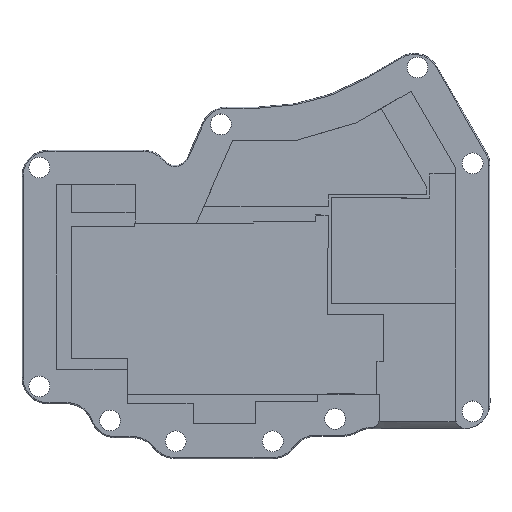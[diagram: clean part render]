
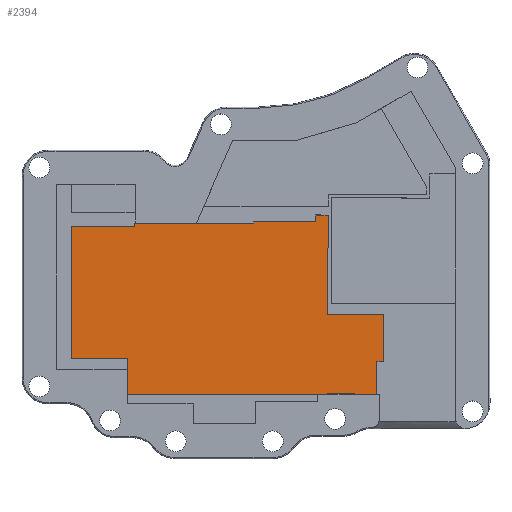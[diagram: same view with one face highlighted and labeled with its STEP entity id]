
A CAD part, top view. The second image highlights one B-rep face of the part: STEP entity #2394.
In plain terms, the highlighted planar face has unit normal (0, 0, 1).
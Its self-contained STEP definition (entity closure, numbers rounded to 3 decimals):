
#269=FACE_OUTER_BOUND('',#408,.T.);
#408=EDGE_LOOP('',(#1902,#1903,#1904,#1905,#1906,#1907,#1908,#1909,#1910,
#1911,#1912,#1913,#1914,#1915,#1916,#1917,#1918,#1919));
#561=LINE('',#3625,#805);
#563=LINE('',#3629,#807);
#613=LINE('',#3951,#857);
#614=LINE('',#3953,#858);
#615=LINE('',#3955,#859);
#616=LINE('',#3957,#860);
#617=LINE('',#3959,#861);
#618=LINE('',#3961,#862);
#619=LINE('',#3963,#863);
#620=LINE('',#3965,#864);
#621=LINE('',#3967,#865);
#622=LINE('',#3969,#866);
#623=LINE('',#3971,#867);
#624=LINE('',#3973,#868);
#625=LINE('',#3975,#869);
#626=LINE('',#3977,#870);
#627=LINE('',#3979,#871);
#628=LINE('',#3980,#872);
#805=VECTOR('',#2858,10.);
#807=VECTOR('',#2862,10.);
#857=VECTOR('',#3138,10.);
#858=VECTOR('',#3139,10.);
#859=VECTOR('',#3140,10.);
#860=VECTOR('',#3141,10.);
#861=VECTOR('',#3142,10.);
#862=VECTOR('',#3143,10.);
#863=VECTOR('',#3144,10.);
#864=VECTOR('',#3145,10.);
#865=VECTOR('',#3146,10.);
#866=VECTOR('',#3147,10.);
#867=VECTOR('',#3148,10.);
#868=VECTOR('',#3149,10.);
#869=VECTOR('',#3150,10.);
#870=VECTOR('',#3151,10.);
#871=VECTOR('',#3152,10.);
#872=VECTOR('',#3153,10.);
#1075=VERTEX_POINT('',#3622);
#1076=VERTEX_POINT('',#3624);
#1077=VERTEX_POINT('',#3628);
#1133=VERTEX_POINT('',#3950);
#1134=VERTEX_POINT('',#3952);
#1135=VERTEX_POINT('',#3954);
#1136=VERTEX_POINT('',#3956);
#1137=VERTEX_POINT('',#3958);
#1138=VERTEX_POINT('',#3960);
#1139=VERTEX_POINT('',#3962);
#1140=VERTEX_POINT('',#3964);
#1141=VERTEX_POINT('',#3966);
#1142=VERTEX_POINT('',#3968);
#1143=VERTEX_POINT('',#3970);
#1144=VERTEX_POINT('',#3972);
#1145=VERTEX_POINT('',#3974);
#1146=VERTEX_POINT('',#3976);
#1147=VERTEX_POINT('',#3978);
#1307=EDGE_CURVE('',#1076,#1075,#561,.T.);
#1309=EDGE_CURVE('',#1077,#1076,#563,.T.);
#1424=EDGE_CURVE('',#1075,#1133,#613,.T.);
#1425=EDGE_CURVE('',#1134,#1133,#614,.T.);
#1426=EDGE_CURVE('',#1135,#1134,#615,.T.);
#1427=EDGE_CURVE('',#1136,#1135,#616,.T.);
#1428=EDGE_CURVE('',#1137,#1136,#617,.T.);
#1429=EDGE_CURVE('',#1138,#1137,#618,.T.);
#1430=EDGE_CURVE('',#1139,#1138,#619,.T.);
#1431=EDGE_CURVE('',#1139,#1140,#620,.T.);
#1432=EDGE_CURVE('',#1140,#1141,#621,.T.);
#1433=EDGE_CURVE('',#1142,#1141,#622,.T.);
#1434=EDGE_CURVE('',#1142,#1143,#623,.T.);
#1435=EDGE_CURVE('',#1144,#1143,#624,.T.);
#1436=EDGE_CURVE('',#1145,#1144,#625,.T.);
#1437=EDGE_CURVE('',#1146,#1145,#626,.T.);
#1438=EDGE_CURVE('',#1147,#1146,#627,.T.);
#1439=EDGE_CURVE('',#1077,#1147,#628,.T.);
#1902=ORIENTED_EDGE('',*,*,#1424,.T.);
#1903=ORIENTED_EDGE('',*,*,#1425,.F.);
#1904=ORIENTED_EDGE('',*,*,#1426,.F.);
#1905=ORIENTED_EDGE('',*,*,#1427,.F.);
#1906=ORIENTED_EDGE('',*,*,#1428,.F.);
#1907=ORIENTED_EDGE('',*,*,#1429,.F.);
#1908=ORIENTED_EDGE('',*,*,#1430,.F.);
#1909=ORIENTED_EDGE('',*,*,#1431,.T.);
#1910=ORIENTED_EDGE('',*,*,#1432,.T.);
#1911=ORIENTED_EDGE('',*,*,#1433,.F.);
#1912=ORIENTED_EDGE('',*,*,#1434,.T.);
#1913=ORIENTED_EDGE('',*,*,#1435,.F.);
#1914=ORIENTED_EDGE('',*,*,#1436,.F.);
#1915=ORIENTED_EDGE('',*,*,#1437,.F.);
#1916=ORIENTED_EDGE('',*,*,#1438,.F.);
#1917=ORIENTED_EDGE('',*,*,#1439,.F.);
#1918=ORIENTED_EDGE('',*,*,#1309,.T.);
#1919=ORIENTED_EDGE('',*,*,#1307,.T.);
#2279=PLANE('',#2624);
#2394=ADVANCED_FACE('',(#269),#2279,.F.);
#2624=AXIS2_PLACEMENT_3D('',#3949,#3136,#3137);
#2858=DIRECTION('',(1.,-0.003,0.));
#2862=DIRECTION('',(0.003,1.,0.));
#3136=DIRECTION('center_axis',(0.,0.,-1.));
#3137=DIRECTION('ref_axis',(-1.,0.,0.));
#3138=DIRECTION('',(0.003,1.,0.));
#3139=DIRECTION('',(1.,-0.003,0.));
#3140=DIRECTION('',(-0.003,-1.,0.));
#3141=DIRECTION('',(1.,-0.003,0.));
#3142=DIRECTION('',(0.003,1.,0.));
#3143=DIRECTION('',(1.,-0.003,0.));
#3144=DIRECTION('',(0.003,1.,0.));
#3145=DIRECTION('',(-1.,0.003,0.));
#3146=DIRECTION('',(-0.003,-1.,0.));
#3147=DIRECTION('',(1.,0.,0.));
#3148=DIRECTION('',(0.,-1.,0.));
#3149=DIRECTION('',(-1.,0.,0.));
#3150=DIRECTION('',(0.,1.,0.));
#3151=DIRECTION('',(-1.,0.,0.));
#3152=DIRECTION('',(-0.003,-1.,0.));
#3153=DIRECTION('',(-1.,0.003,0.));
#3622=CARTESIAN_POINT('',(-52.04,99.802,-0.49));
#3624=CARTESIAN_POINT('',(-54.04,99.808,-0.49));
#3625=CARTESIAN_POINT('',(-76.686,99.883,-0.49));
#3628=CARTESIAN_POINT('',(-54.071,90.395,-0.49));
#3629=CARTESIAN_POINT('',(-54.026,103.909,-0.49));
#3949=CARTESIAN_POINT('Origin',(-101.279,116.295,-0.49));
#3950=CARTESIAN_POINT('',(-51.994,113.461,-0.49));
#3951=CARTESIAN_POINT('',(-51.99,114.796,-0.49));
#3952=CARTESIAN_POINT('',(-68.222,113.514,-0.49));
#3953=CARTESIAN_POINT('',(-31.298,113.392,-0.49));
#3954=CARTESIAN_POINT('',(-68.127,142.186,-0.49));
#3955=CARTESIAN_POINT('',(-68.298,90.392,-0.49));
#3956=CARTESIAN_POINT('',(-71.698,142.198,-0.49));
#3957=CARTESIAN_POINT('',(-71.698,142.198,-0.49));
#3958=CARTESIAN_POINT('',(-71.705,140.198,-0.49));
#3959=CARTESIAN_POINT('',(-71.705,140.198,-0.49));
#3960=CARTESIAN_POINT('',(-89.705,140.257,-0.49));
#3961=CARTESIAN_POINT('',(-89.705,140.257,-0.49));
#3962=CARTESIAN_POINT('',(-89.706,139.757,-0.49));
#3963=CARTESIAN_POINT('',(-89.71,138.757,-0.49));
#3964=CARTESIAN_POINT('',(-123.99,139.871,-0.49));
#3965=CARTESIAN_POINT('',(-123.94,139.871,-0.49));
#3966=CARTESIAN_POINT('',(-123.993,138.901,-0.49));
#3967=CARTESIAN_POINT('',(-123.993,138.871,-0.49));
#3968=CARTESIAN_POINT('',(-142.431,138.901,-0.49));
#3969=CARTESIAN_POINT('',(-123.943,138.901,-0.49));
#3970=CARTESIAN_POINT('',(-142.431,100.604,-0.49));
#3971=CARTESIAN_POINT('',(-142.431,138.901,-0.49));
#3972=CARTESIAN_POINT('',(-126.182,100.604,-0.49));
#3973=CARTESIAN_POINT('',(-134.431,100.604,-0.49));
#3974=CARTESIAN_POINT('',(-126.182,90.392,-0.49));
#3975=CARTESIAN_POINT('',(-126.182,97.604,-0.49));
#3976=CARTESIAN_POINT('',(-68.298,90.392,-0.49));
#3977=CARTESIAN_POINT('',(-71.107,90.392,-0.49));
#3978=CARTESIAN_POINT('',(-68.298,90.442,-0.49));
#3979=CARTESIAN_POINT('',(-68.298,90.392,-0.49));
#3980=CARTESIAN_POINT('',(-53.298,90.392,-0.49));
